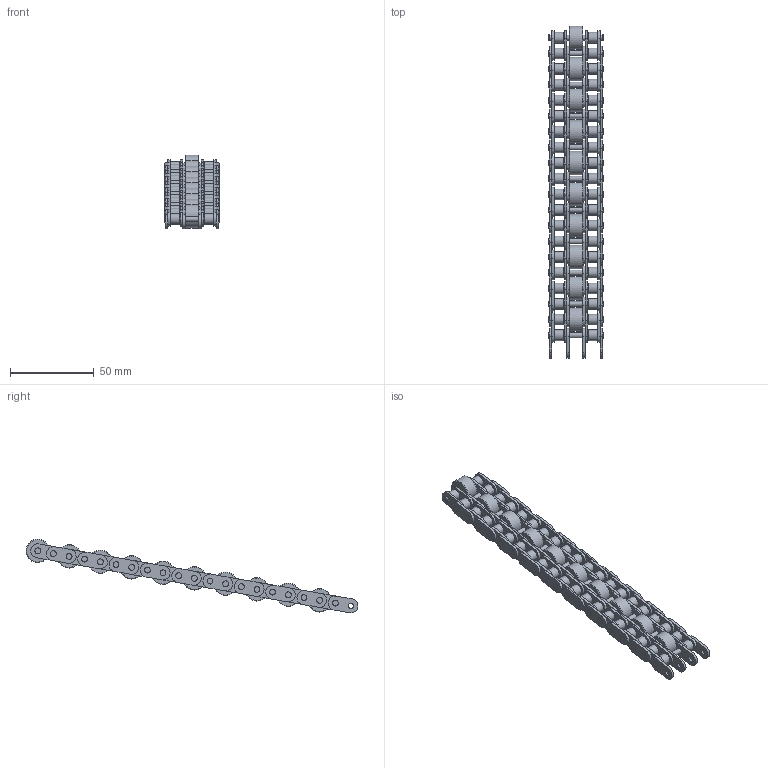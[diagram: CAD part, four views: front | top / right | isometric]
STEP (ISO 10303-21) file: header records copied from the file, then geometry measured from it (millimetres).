
FILE_DESCRIPTION(/* description */ (''),/* implementation_level */ '2;1');
FILE_NAME(/* name */ '939900.stp',/* time_stamp */ '2013-12-08T22:48:05+01:00',/* author */ ('PC'),/* organization */ (''),/* preprocessor_version */ 'ST-DEVELOPER v15.2',/* originating_system */ 'Autodesk Inventor 2014',/* authorisation */ '');
FILE_SCHEMA (('AUTOMOTIVE_DESIGN { 1 0 10303 214 3 1 1 }'));
Length unit declared in the file: millimetre
Products named in the file (5): 939900-4; 939900-2; 939900-3; 939900-1; 939900
Bounding box: 33 x 198.34 x 44.05 mm (x, y, z)
Volume: 35807.8 mm3; surface area: 49132.7 mm2
Topology: 150 solids, 150 shells, 1020 faces, 2000 edges, 1320 vertices
Faces by surface type: plane 500, cylinder 480, cone 40
Full cylindrical faces by diameter (mm): 3 x20, 3.1 x210, 3.5 x40, 6.35 x40, 14 x10
Entity records: 1892 total; most frequent: DIRECTION 424, CARTESIAN_POINT 246, AXIS2_PLACEMENT_3D 208, PRODUCT_DEFINITION_SHAPE 155, ITEM_DEFINED_TRANSFORMATION 150, CONTEXT_DEPENDENT_SHAPE_REPRESENTATION 150, NEXT_ASSEMBLY_USAGE_OCCURRENCE 150, ORIENTED_EDGE 68
